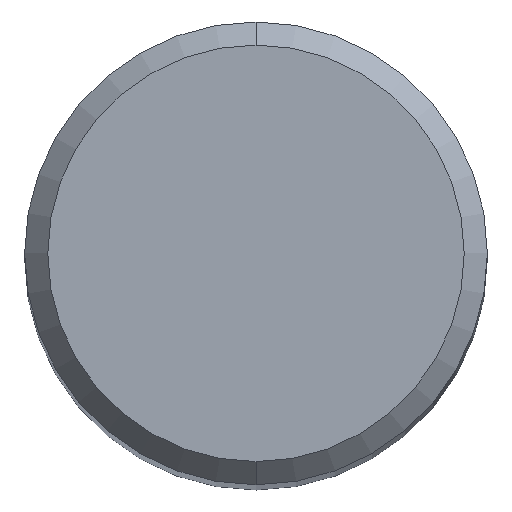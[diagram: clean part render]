
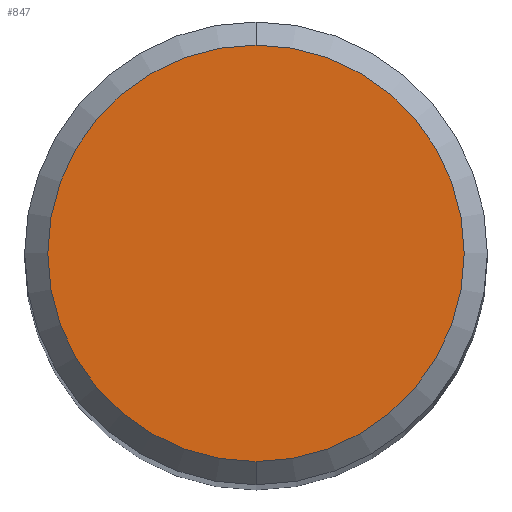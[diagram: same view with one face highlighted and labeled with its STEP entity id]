
A CAD part, top view. The second image highlights one B-rep face of the part: STEP entity #847.
In plain terms, the highlighted planar face has unit normal (0, 0, 1).
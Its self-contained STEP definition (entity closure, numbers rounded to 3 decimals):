
#517=EDGE_CURVE('',#627,#807,#1108,.T.);
#627=VERTEX_POINT('',#1227);
#765=EDGE_CURVE('',#807,#627,#1377,.T.);
#807=VERTEX_POINT('',#1425);
#847=ADVANCED_FACE('',(#1467),#1468,.T.);
#1108=CIRCLE('',#3361,3.6);
#1227=CARTESIAN_POINT('',(0.,-3.6,0.0));
#1377=CIRCLE('',#4907,3.6);
#1425=CARTESIAN_POINT('',(0.0,3.6,0.0));
#1467=FACE_OUTER_BOUND('',#5748,.T.);
#1468=PLANE('',#5749);
#3361=AXIS2_PLACEMENT_3D('',#6035,#6036,#6037);
#4907=AXIS2_PLACEMENT_3D('',#6271,#6272,#6273);
#5748=EDGE_LOOP('',(#6380,#6381));
#5749=AXIS2_PLACEMENT_3D('',#6382,#6383,#6384);
#6035=CARTESIAN_POINT('',(0.0,0.0,0.0));
#6036=DIRECTION('',(0.0,0.0,-1.0));
#6037=DIRECTION('',(0.0,1.0,0.0));
#6271=CARTESIAN_POINT('',(0.0,0.0,0.0));
#6272=DIRECTION('',(0.0,0.0,-1.0));
#6273=DIRECTION('',(0.0,1.0,0.0));
#6380=ORIENTED_EDGE('',*,*,#765,.F.);
#6381=ORIENTED_EDGE('',*,*,#517,.F.);
#6382=CARTESIAN_POINT('',(0.0,1.8,0.0));
#6383=DIRECTION('',(-0.0,0.0,1.0));
#6384=DIRECTION('',(0.0,-1.0,0.0));
